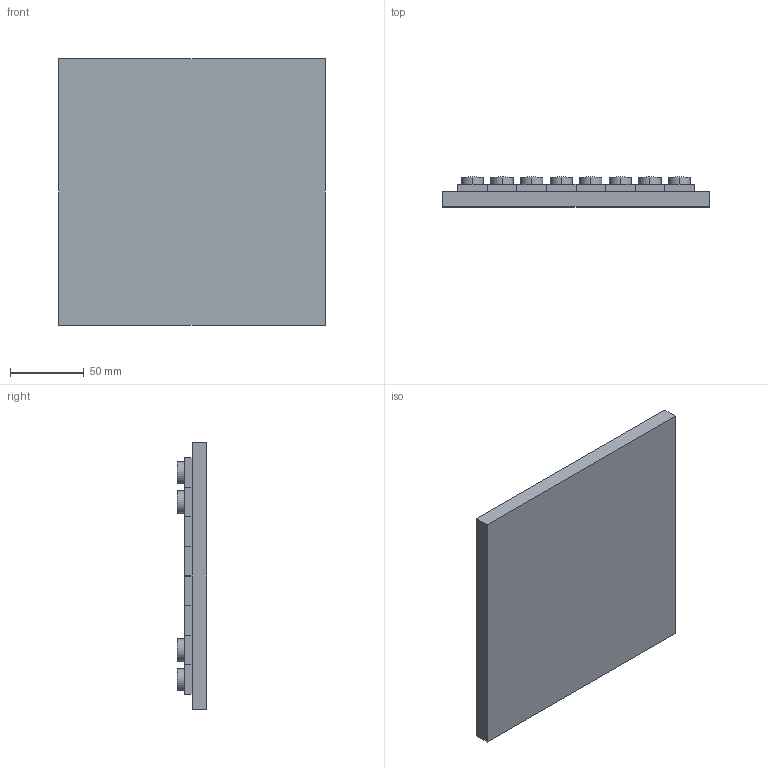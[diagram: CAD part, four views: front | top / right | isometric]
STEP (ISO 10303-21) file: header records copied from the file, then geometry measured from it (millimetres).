
FILE_DESCRIPTION (( 'STEP AP214' ), '1' );
FILE_NAME ('Chessboard&Pieces.STEP', '2022-11-23T16:51:46', ( '' ), ( '' ), 'SwSTEP 2.0', 'SolidWorks 2021', '' );
FILE_SCHEMA (( 'AUTOMOTIVE_DESIGN' ));
Length unit declared in the file: millimetre
Products named in the file (7): Chessboard; ChessPiece&Magnet; Chessboard&Pieces; NeodymiumMagnet; ChessboardSquareBlack; ChessPiece; ChessboardSquareWhite
Assembly tree (99 placements, depth 3):
  Chessboard&Pieces
    Chessboard
    ChessboardSquareWhite  x32
    ChessboardSquareBlack  x32
    ChessPiece&Magnet  x32
      ChessPiece
      NeodymiumMagnet
Bounding box: 180 x 20 x 180 mm (x, y, z)
Volume: 462569.1 mm3; surface area: 213114.8 mm2
Topology: 129 solids, 129 shells, 1035 faces, 2200 edges, 1328 vertices
Faces by surface type: plane 523, cone 192, cylinder 192, torus 128
Entity records: 2130 total; most frequent: DIRECTION 404, CARTESIAN_POINT 289, ORIENTED_EDGE 172, AXIS2_PLACEMENT_3D 172, PRODUCT_DEFINITION_SHAPE 106, ITEM_DEFINED_TRANSFORMATION 99, CONTEXT_DEPENDENT_SHAPE_REPRESENTATION 99, NEXT_ASSEMBLY_USAGE_OCCURRENCE 99
